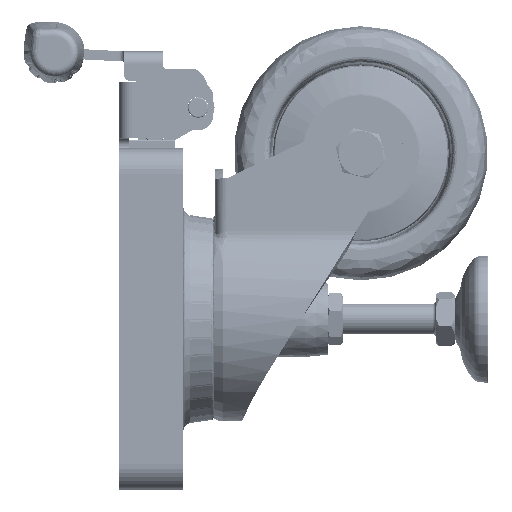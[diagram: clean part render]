
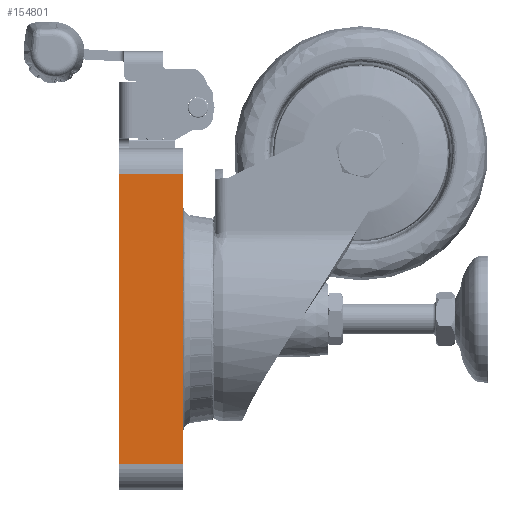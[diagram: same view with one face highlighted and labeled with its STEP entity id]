
A CAD part, left-side view. The second image highlights one B-rep face of the part: STEP entity #154801.
In plain terms, the highlighted planar face has unit normal (-1, 0, 0).
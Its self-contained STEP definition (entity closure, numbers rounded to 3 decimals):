
#8022 = LINE ( 'NONE', #111181, #45870 ) ;
#23656 = CARTESIAN_POINT ( 'NONE',  ( -55., 21.8, 57. ) ) ;
#25621 = LINE ( 'NONE', #97358, #86096 ) ;
#29164 = PLANE ( 'NONE',  #165317 ) ;
#30896 = ORIENTED_EDGE ( 'NONE', *, *, #122730, .T. ) ;
#38960 = VERTEX_POINT ( 'NONE', #60287 ) ;
#41039 = EDGE_LOOP ( 'NONE', ( #30896, #134890, #173663, #90164 ) ) ;
#45870 = VECTOR ( 'NONE', #109232, 1000. ) ;
#55635 = LINE ( 'NONE', #135991, #86306 ) ;
#60287 = CARTESIAN_POINT ( 'NONE',  ( -55., -3.5, -57. ) ) ;
#61933 = CARTESIAN_POINT ( 'NONE',  ( -55., -3.5, 57. ) ) ;
#66014 = DIRECTION ( 'NONE',  ( 0., 1., 0. ) ) ;
#73819 = VERTEX_POINT ( 'NONE', #61933 ) ;
#86087 = DIRECTION ( 'NONE',  ( 0., 0., 1. ) ) ;
#86096 = VECTOR ( 'NONE', #66014, 1000. ) ;
#86306 = VECTOR ( 'NONE', #150724, 1000. ) ;
#90164 = ORIENTED_EDGE ( 'NONE', *, *, #99376, .T. ) ;
#97358 = CARTESIAN_POINT ( 'NONE',  ( -55., -3.5, -57. ) ) ;
#99376 = EDGE_CURVE ( 'NONE', #38960, #73819, #8022, .T. ) ;
#109232 = DIRECTION ( 'NONE',  ( 0., 0., 1. ) ) ;
#111181 = CARTESIAN_POINT ( 'NONE',  ( -55., -3.5, -57. ) ) ;
#116258 = EDGE_CURVE ( 'NONE', #38960, #154879, #25621, .T. ) ;
#117400 = CARTESIAN_POINT ( 'NONE',  ( -55., 21.8, -57. ) ) ;
#118515 = CARTESIAN_POINT ( 'NONE',  ( -55., -3.5, -57. ) ) ;
#122730 = EDGE_CURVE ( 'NONE', #73819, #127426, #55635, .T. ) ;
#123339 = CARTESIAN_POINT ( 'NONE',  ( -55., 21.8, -57. ) ) ;
#127426 = VERTEX_POINT ( 'NONE', #23656 ) ;
#134890 = ORIENTED_EDGE ( 'NONE', *, *, #189815, .F. ) ;
#135991 = CARTESIAN_POINT ( 'NONE',  ( -55., -3.5, 57. ) ) ;
#147960 = FACE_OUTER_BOUND ( 'NONE', #41039, .T. ) ;
#150724 = DIRECTION ( 'NONE',  ( 0., 1., 0. ) ) ;
#154801 = ADVANCED_FACE ( 'NONE', ( #147960 ), #29164, .T. ) ;
#154879 = VERTEX_POINT ( 'NONE', #123339 ) ;
#165317 = AXIS2_PLACEMENT_3D ( 'NONE', #118515, #177443, #86087 ) ;
#173663 = ORIENTED_EDGE ( 'NONE', *, *, #116258, .F. ) ;
#174903 = VECTOR ( 'NONE', #191085, 1000. ) ;
#175386 = LINE ( 'NONE', #117400, #174903 ) ;
#177443 = DIRECTION ( 'NONE',  ( -1., 0., 0. ) ) ;
#189815 = EDGE_CURVE ( 'NONE', #154879, #127426, #175386, .T. ) ;
#191085 = DIRECTION ( 'NONE',  ( 0., 0., 1. ) ) ;
